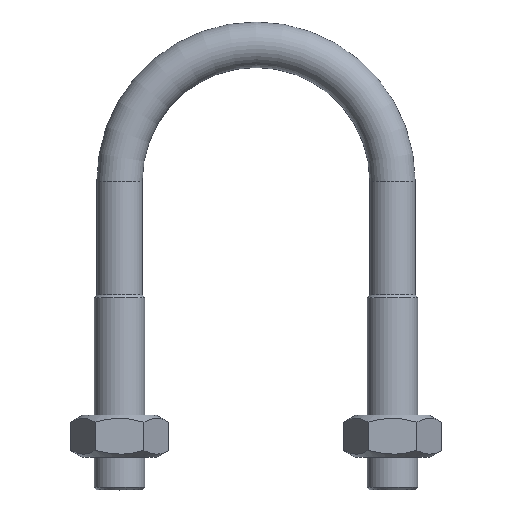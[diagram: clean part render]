
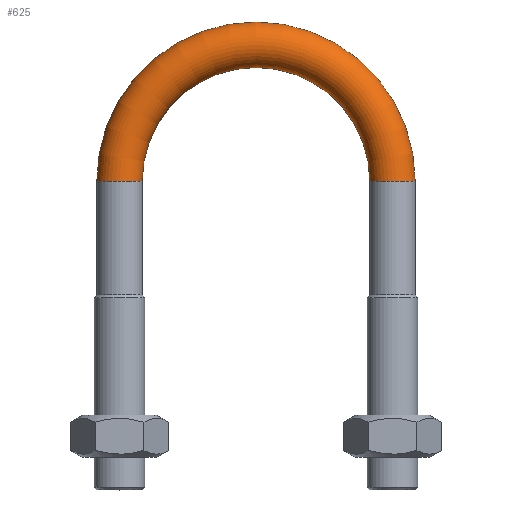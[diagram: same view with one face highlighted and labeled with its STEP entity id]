
A CAD part, top view. The second image highlights one B-rep face of the part: STEP entity #625.
In plain terms, the highlighted toroidal (fillet/blend) face has major radius 21 mm and minor radius 3.5 mm.
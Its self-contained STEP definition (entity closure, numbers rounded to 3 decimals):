
#14=TOROIDAL_SURFACE('',#712,21.,3.5);
#102=FACE_OUTER_BOUND('',#143,.T.);
#143=EDGE_LOOP('',(#528,#529,#530,#531,#532,#533));
#230=CIRCLE('',#710,3.5);
#231=CIRCLE('',#711,3.5);
#232=CIRCLE('',#713,17.5);
#233=CIRCLE('',#714,3.5);
#234=CIRCLE('',#715,3.5);
#284=VERTEX_POINT('',#1093);
#285=VERTEX_POINT('',#1095);
#286=VERTEX_POINT('',#1099);
#287=VERTEX_POINT('',#1101);
#366=EDGE_CURVE('',#284,#285,#230,.T.);
#367=EDGE_CURVE('',#285,#284,#231,.T.);
#368=EDGE_CURVE('',#285,#286,#232,.T.);
#369=EDGE_CURVE('',#286,#287,#233,.T.);
#370=EDGE_CURVE('',#287,#286,#234,.T.);
#528=ORIENTED_EDGE('',*,*,#366,.F.);
#529=ORIENTED_EDGE('',*,*,#367,.F.);
#530=ORIENTED_EDGE('',*,*,#368,.T.);
#531=ORIENTED_EDGE('',*,*,#369,.T.);
#532=ORIENTED_EDGE('',*,*,#370,.T.);
#533=ORIENTED_EDGE('',*,*,#368,.F.);
#625=ADVANCED_FACE('',(#102),#14,.T.);
#710=AXIS2_PLACEMENT_3D('',#1096,#868,#869);
#711=AXIS2_PLACEMENT_3D('',#1097,#870,#871);
#712=AXIS2_PLACEMENT_3D('',#1098,#872,#873);
#713=AXIS2_PLACEMENT_3D('',#1100,#874,#875);
#714=AXIS2_PLACEMENT_3D('',#1102,#876,#877);
#715=AXIS2_PLACEMENT_3D('',#1103,#878,#879);
#868=DIRECTION('center_axis',(0.,-1.,0.));
#869=DIRECTION('ref_axis',(-1.,0.,0.));
#870=DIRECTION('center_axis',(0.,-1.,0.));
#871=DIRECTION('ref_axis',(-1.,0.,0.));
#872=DIRECTION('center_axis',(0.,0.,-1.));
#873=DIRECTION('ref_axis',(-1.,0.,0.));
#874=DIRECTION('center_axis',(0.,0.,1.));
#875=DIRECTION('ref_axis',(-1.,0.,0.));
#876=DIRECTION('center_axis',(0.,1.,0.));
#877=DIRECTION('ref_axis',(1.,0.,0.));
#878=DIRECTION('center_axis',(0.,1.,0.));
#879=DIRECTION('ref_axis',(1.,0.,0.));
#1093=CARTESIAN_POINT('',(45.5,47.5,0.));
#1095=CARTESIAN_POINT('',(38.5,47.5,0.));
#1096=CARTESIAN_POINT('Origin',(42.,47.5,0.));
#1097=CARTESIAN_POINT('Origin',(42.,47.5,0.));
#1098=CARTESIAN_POINT('Origin',(21.,47.5,0.));
#1099=CARTESIAN_POINT('',(3.5,47.5,0.));
#1100=CARTESIAN_POINT('Origin',(21.,47.5,0.));
#1101=CARTESIAN_POINT('',(-3.5,47.5,0.));
#1102=CARTESIAN_POINT('Origin',(0.,47.5,0.));
#1103=CARTESIAN_POINT('Origin',(0.,47.5,0.));
